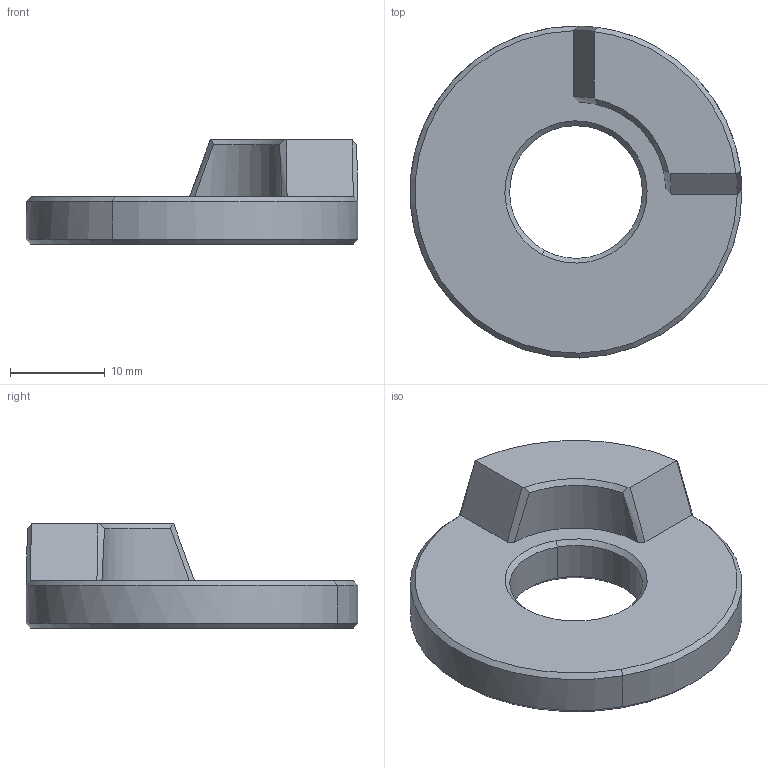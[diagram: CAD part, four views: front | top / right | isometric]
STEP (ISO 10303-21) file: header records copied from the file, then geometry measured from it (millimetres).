
FILE_DESCRIPTION(('CATIA V5 STEP Exchange'),'2;1');
FILE_NAME('TeteArbre.stp','2019-11-26T20:49:56+00:00',('none'),('none'),'Version 5-6 Release 2013','CATIA V5 STEP AP203','none');
FILE_SCHEMA(('CONFIG_CONTROL_DESIGN'));
Length unit declared in the file: millimetre
Products named in the file (1): TeteArbre
Bounding box: 34.99 x 35 x 11 mm (x, y, z)
Volume: 4935.1 mm3; surface area: 2588.3 mm2
Topology: 1 solids, 1 shells, 24 faces, 59 edges, 37 vertices
Faces by surface type: cone 10, cylinder 5, plane 5, bspline 4
Entity records: 815 total; most frequent: CARTESIAN_POINT 265, ORIENTED_EDGE 118, DIRECTION 74, EDGE_CURVE 59, AXIS2_PLACEMENT_3D 42, VERTEX_POINT 37, EDGE_LOOP 26, ADVANCED_FACE 24
